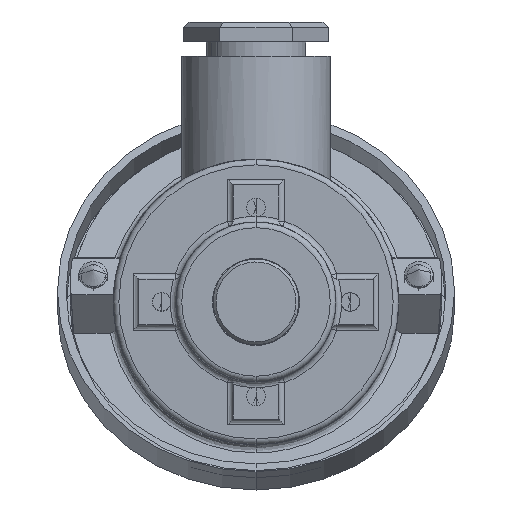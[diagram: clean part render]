
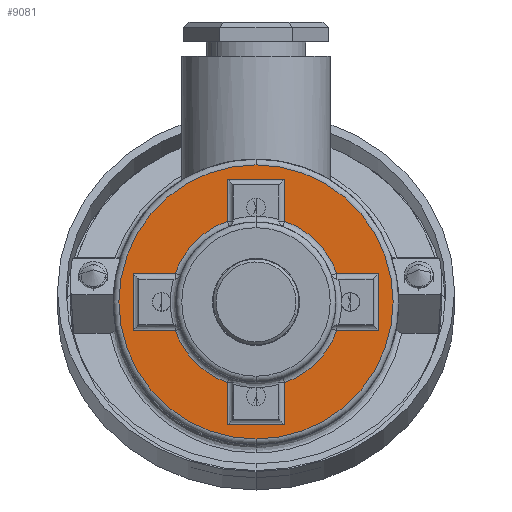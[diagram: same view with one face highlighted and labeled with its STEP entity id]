
A CAD part, front view. The second image highlights one B-rep face of the part: STEP entity #9081.
In plain terms, the highlighted planar face has unit normal (0, -1, 0).
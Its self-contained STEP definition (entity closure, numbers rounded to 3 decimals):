
#34 = CARTESIAN_POINT ( 'NONE',  ( -5., 27.7, 20.5 ) ) ;
#70 = ORIENTED_EDGE ( 'NONE', *, *, #10131, .T. ) ;
#193 = CARTESIAN_POINT ( 'NONE',  ( -13.416, 27.7, 5. ) ) ;
#313 = ORIENTED_EDGE ( 'NONE', *, *, #6181, .T. ) ;
#318 = ORIENTED_EDGE ( 'NONE', *, *, #1344, .T. ) ;
#413 = VECTOR ( 'NONE', #5268, 1000. ) ;
#464 = DIRECTION ( 'NONE',  ( 0., 1., 0. ) ) ;
#587 = VERTEX_POINT ( 'NONE', #11147 ) ;
#602 = EDGE_CURVE ( 'NONE', #11658, #2717, #9778, .T. ) ;
#612 = DIRECTION ( 'NONE',  ( 0., 0., -1. ) ) ;
#613 = VERTEX_POINT ( 'NONE', #6805 ) ;
#793 = DIRECTION ( 'NONE',  ( 0., 0., 1. ) ) ;
#898 = ORIENTED_EDGE ( 'NONE', *, *, #1510, .T. ) ;
#908 = DIRECTION ( 'NONE',  ( -1., 0., 0. ) ) ;
#936 = CARTESIAN_POINT ( 'NONE',  ( 21.5, 27.7, -4. ) ) ;
#1099 = CIRCLE ( 'NONE', #11741, 24. ) ;
#1344 = EDGE_CURVE ( 'NONE', #5742, #8523, #1807, .T. ) ;
#1354 = EDGE_CURVE ( 'NONE', #9879, #613, #9689, .T. ) ;
#1510 = EDGE_CURVE ( 'NONE', #4607, #2685, #3104, .T. ) ;
#1619 = ORIENTED_EDGE ( 'NONE', *, *, #602, .T. ) ;
#1752 = VERTEX_POINT ( 'NONE', #2730 ) ;
#1807 = LINE ( 'NONE', #936, #10992 ) ;
#1814 = CIRCLE ( 'NONE', #4418, 15. ) ;
#1832 = ORIENTED_EDGE ( 'NONE', *, *, #4099, .T. ) ;
#1982 = FACE_BOUND ( 'NONE', #10816, .T. ) ;
#2041 = CARTESIAN_POINT ( 'NONE',  ( -5., 27.7, 14.142 ) ) ;
#2212 = VERTEX_POINT ( 'NONE', #5783 ) ;
#2262 = ORIENTED_EDGE ( 'NONE', *, *, #1354, .T. ) ;
#2315 = CARTESIAN_POINT ( 'NONE',  ( -4., 27.7, -21.5 ) ) ;
#2420 = ORIENTED_EDGE ( 'NONE', *, *, #3126, .T. ) ;
#2527 = LINE ( 'NONE', #3464, #6249 ) ;
#2552 = CARTESIAN_POINT ( 'NONE',  ( 0., 27.7, 0. ) ) ;
#2685 = VERTEX_POINT ( 'NONE', #10052 ) ;
#2717 = VERTEX_POINT ( 'NONE', #3546 ) ;
#2730 = CARTESIAN_POINT ( 'NONE',  ( 0., 27.7, -24. ) ) ;
#3060 = CIRCLE ( 'NONE', #10306, 15. ) ;
#3094 = CARTESIAN_POINT ( 'NONE',  ( 4., 27.7, 21.5 ) ) ;
#3104 = LINE ( 'NONE', #193, #9197 ) ;
#3126 = EDGE_CURVE ( 'NONE', #2717, #587, #7837, .T. ) ;
#3130 = ORIENTED_EDGE ( 'NONE', *, *, #7511, .T. ) ;
#3351 = ORIENTED_EDGE ( 'NONE', *, *, #9636, .T. ) ;
#3385 = VECTOR ( 'NONE', #11669, 1000. ) ;
#3464 = CARTESIAN_POINT ( 'NONE',  ( -5., 27.7, -13.416 ) ) ;
#3531 = AXIS2_PLACEMENT_3D ( 'NONE', #6448, #6638, #11375 ) ;
#3546 = CARTESIAN_POINT ( 'NONE',  ( -5., 27.7, 21.5 ) ) ;
#3612 = LINE ( 'NONE', #8295, #5907 ) ;
#3739 = CARTESIAN_POINT ( 'NONE',  ( 5., 27.7, 14.142 ) ) ;
#4040 = CARTESIAN_POINT ( 'NONE',  ( 0., 27.7, 0. ) ) ;
#4099 = EDGE_CURVE ( 'NONE', #8523, #8719, #9528, .T. ) ;
#4103 = VECTOR ( 'NONE', #612, 1000. ) ;
#4216 = CARTESIAN_POINT ( 'NONE',  ( 0., 27.7, 0. ) ) ;
#4270 = CARTESIAN_POINT ( 'NONE',  ( 14.142, 27.7, 5. ) ) ;
#4418 = AXIS2_PLACEMENT_3D ( 'NONE', #2552, #6149, #11867 ) ;
#4607 = VERTEX_POINT ( 'NONE', #7469 ) ;
#5056 = VERTEX_POINT ( 'NONE', #7415 ) ;
#5109 = VERTEX_POINT ( 'NONE', #4270 ) ;
#5130 = CARTESIAN_POINT ( 'NONE',  ( 21.5, 27.7, 5. ) ) ;
#5268 = DIRECTION ( 'NONE',  ( -1., 0., 0. ) ) ;
#5344 = EDGE_CURVE ( 'NONE', #2685, #11658, #1814, .T. ) ;
#5370 = LINE ( 'NONE', #9227, #4103 ) ;
#5407 = EDGE_CURVE ( 'NONE', #613, #9189, #11115, .T. ) ;
#5433 = CARTESIAN_POINT ( 'NONE',  ( -21.5, 27.7, -5. ) ) ;
#5507 = VECTOR ( 'NONE', #7407, 1000. ) ;
#5532 = ORIENTED_EDGE ( 'NONE', *, *, #8148, .T. ) ;
#5668 = DIRECTION ( 'NONE',  ( 0., 0., 1. ) ) ;
#5698 = DIRECTION ( 'NONE',  ( 0., 0., -1. ) ) ;
#5729 = DIRECTION ( 'NONE',  ( 0., 0., 1. ) ) ;
#5742 = VERTEX_POINT ( 'NONE', #5130 ) ;
#5783 = CARTESIAN_POINT ( 'NONE',  ( -5., 27.7, -14.142 ) ) ;
#5792 = VERTEX_POINT ( 'NONE', #11233 ) ;
#5806 = FACE_OUTER_BOUND ( 'NONE', #10037, .T. ) ;
#5807 = ORIENTED_EDGE ( 'NONE', *, *, #11275, .T. ) ;
#5907 = VECTOR ( 'NONE', #7457, 1000. ) ;
#6050 = EDGE_CURVE ( 'NONE', #5792, #1752, #10483, .T. ) ;
#6149 = DIRECTION ( 'NONE',  ( 0., 1., 0. ) ) ;
#6181 = EDGE_CURVE ( 'NONE', #9189, #2212, #2527, .T. ) ;
#6249 = VECTOR ( 'NONE', #5668, 1000. ) ;
#6445 = ORIENTED_EDGE ( 'NONE', *, *, #7207, .T. ) ;
#6448 = CARTESIAN_POINT ( 'NONE',  ( 0., 27.7, 0. ) ) ;
#6619 = CARTESIAN_POINT ( 'NONE',  ( 13.416, 27.7, -5. ) ) ;
#6623 = ORIENTED_EDGE ( 'NONE', *, *, #7256, .T. ) ;
#6638 = DIRECTION ( 'NONE',  ( 0., 1., 0. ) ) ;
#6776 = CARTESIAN_POINT ( 'NONE',  ( 14.142, 27.7, -5. ) ) ;
#6805 = CARTESIAN_POINT ( 'NONE',  ( 5., 27.7, -21.5 ) ) ;
#6978 = VERTEX_POINT ( 'NONE', #5433 ) ;
#7007 = DIRECTION ( 'NONE',  ( 0., 0., 1. ) ) ;
#7055 = AXIS2_PLACEMENT_3D ( 'NONE', #10900, #10092, #10155 ) ;
#7207 = EDGE_CURVE ( 'NONE', #6978, #4607, #11559, .T. ) ;
#7256 = EDGE_CURVE ( 'NONE', #8642, #5109, #11301, .T. ) ;
#7407 = DIRECTION ( 'NONE',  ( 1., 0., 0. ) ) ;
#7415 = CARTESIAN_POINT ( 'NONE',  ( -14.142, 27.7, -5. ) ) ;
#7457 = DIRECTION ( 'NONE',  ( -1., 0., 0. ) ) ;
#7469 = CARTESIAN_POINT ( 'NONE',  ( -21.5, 27.7, 5. ) ) ;
#7511 = EDGE_CURVE ( 'NONE', #5056, #6978, #3612, .T. ) ;
#7837 = LINE ( 'NONE', #3094, #3385 ) ;
#8148 = EDGE_CURVE ( 'NONE', #8719, #9879, #3060, .T. ) ;
#8295 = CARTESIAN_POINT ( 'NONE',  ( -20.5, 27.7, -5. ) ) ;
#8298 = CARTESIAN_POINT ( 'NONE',  ( 21.5, 27.7, -5. ) ) ;
#8489 = DIRECTION ( 'NONE',  ( 0., 0., -1. ) ) ;
#8499 = CARTESIAN_POINT ( 'NONE',  ( 20.5, 27.7, 5. ) ) ;
#8521 = AXIS2_PLACEMENT_3D ( 'NONE', #8591, #9535, #793 ) ;
#8523 = VERTEX_POINT ( 'NONE', #8298 ) ;
#8591 = CARTESIAN_POINT ( 'NONE',  ( 0., 27.7, 0. ) ) ;
#8642 = VERTEX_POINT ( 'NONE', #3739 ) ;
#8719 = VERTEX_POINT ( 'NONE', #6776 ) ;
#9081 = ADVANCED_FACE ( 'NONE', ( #1982, #5806 ), #9668, .F. ) ;
#9125 = DIRECTION ( 'NONE',  ( 0., -1., 0. ) ) ;
#9189 = VERTEX_POINT ( 'NONE', #11421 ) ;
#9197 = VECTOR ( 'NONE', #11734, 1000. ) ;
#9227 = CARTESIAN_POINT ( 'NONE',  ( 5., 27.7, 13.416 ) ) ;
#9283 = ORIENTED_EDGE ( 'NONE', *, *, #5407, .T. ) ;
#9299 = AXIS2_PLACEMENT_3D ( 'NONE', #4040, #11724, #9915 ) ;
#9528 = LINE ( 'NONE', #6619, #10631 ) ;
#9535 = DIRECTION ( 'NONE',  ( 0., 1., 0. ) ) ;
#9607 = VECTOR ( 'NONE', #5698, 1000. ) ;
#9624 = CARTESIAN_POINT ( 'NONE',  ( 5., 27.7, -20.5 ) ) ;
#9636 = EDGE_CURVE ( 'NONE', #1752, #5792, #1099, .T. ) ;
#9668 = PLANE ( 'NONE',  #8521 ) ;
#9689 = LINE ( 'NONE', #9624, #9607 ) ;
#9778 = LINE ( 'NONE', #34, #9788 ) ;
#9788 = VECTOR ( 'NONE', #5729, 1000. ) ;
#9797 = CARTESIAN_POINT ( 'NONE',  ( -21.5, 27.7, 4. ) ) ;
#9879 = VERTEX_POINT ( 'NONE', #11793 ) ;
#9915 = DIRECTION ( 'NONE',  ( 0., 0., 1. ) ) ;
#9981 = ORIENTED_EDGE ( 'NONE', *, *, #5344, .T. ) ;
#10037 = EDGE_LOOP ( 'NONE', ( #11605, #3351 ) ) ;
#10052 = CARTESIAN_POINT ( 'NONE',  ( -14.142, 27.7, 5. ) ) ;
#10092 = DIRECTION ( 'NONE',  ( 0., -1., 0. ) ) ;
#10131 = EDGE_CURVE ( 'NONE', #587, #8642, #5370, .T. ) ;
#10155 = DIRECTION ( 'NONE',  ( 0., 0., 1. ) ) ;
#10304 = VECTOR ( 'NONE', #7007, 1000. ) ;
#10306 = AXIS2_PLACEMENT_3D ( 'NONE', #4216, #464, #11318 ) ;
#10483 = CIRCLE ( 'NONE', #7055, 24. ) ;
#10631 = VECTOR ( 'NONE', #908, 1000. ) ;
#10816 = EDGE_LOOP ( 'NONE', ( #5532, #2262, #9283, #313, #11268, #3130, #6445, #898, #9981, #1619, #2420, #70, #6623, #5807, #318, #1832 ) ) ;
#10900 = CARTESIAN_POINT ( 'NONE',  ( 0., 27.7, 0. ) ) ;
#10992 = VECTOR ( 'NONE', #8489, 1000. ) ;
#11069 = CARTESIAN_POINT ( 'NONE',  ( 0., 27.7, 0. ) ) ;
#11115 = LINE ( 'NONE', #2315, #413 ) ;
#11147 = CARTESIAN_POINT ( 'NONE',  ( 5., 27.7, 21.5 ) ) ;
#11190 = LINE ( 'NONE', #8499, #5507 ) ;
#11233 = CARTESIAN_POINT ( 'NONE',  ( 0., 27.7, 24. ) ) ;
#11268 = ORIENTED_EDGE ( 'NONE', *, *, #12383, .T. ) ;
#11275 = EDGE_CURVE ( 'NONE', #5109, #5742, #11190, .T. ) ;
#11301 = CIRCLE ( 'NONE', #9299, 15. ) ;
#11318 = DIRECTION ( 'NONE',  ( 0., 0., 1. ) ) ;
#11375 = DIRECTION ( 'NONE',  ( 0., 0., 1. ) ) ;
#11384 = CIRCLE ( 'NONE', #3531, 15. ) ;
#11421 = CARTESIAN_POINT ( 'NONE',  ( -5., 27.7, -21.5 ) ) ;
#11559 = LINE ( 'NONE', #9797, #10304 ) ;
#11605 = ORIENTED_EDGE ( 'NONE', *, *, #6050, .T. ) ;
#11658 = VERTEX_POINT ( 'NONE', #2041 ) ;
#11669 = DIRECTION ( 'NONE',  ( 1., 0., 0. ) ) ;
#11724 = DIRECTION ( 'NONE',  ( 0., 1., 0. ) ) ;
#11734 = DIRECTION ( 'NONE',  ( 1., 0., 0. ) ) ;
#11741 = AXIS2_PLACEMENT_3D ( 'NONE', #11069, #9125, #12125 ) ;
#11793 = CARTESIAN_POINT ( 'NONE',  ( 5., 27.7, -14.142 ) ) ;
#11867 = DIRECTION ( 'NONE',  ( 0., 0., 1. ) ) ;
#12125 = DIRECTION ( 'NONE',  ( 0., 0., 1. ) ) ;
#12383 = EDGE_CURVE ( 'NONE', #2212, #5056, #11384, .T. ) ;
